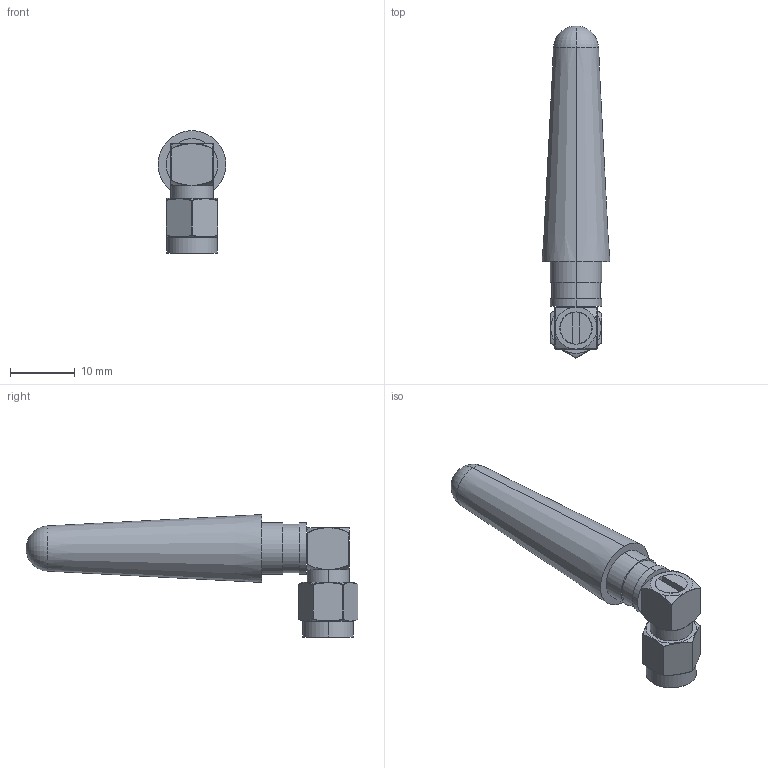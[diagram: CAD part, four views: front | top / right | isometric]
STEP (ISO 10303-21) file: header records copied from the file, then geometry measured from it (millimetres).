
FILE_DESCRIPTION (( 'STEP AP214' ), '1' );
FILE_NAME ('User Library-Antenna AP24A.STEP', '2016-03-14T10:01:32', ( 'Windows User' ), ( '' ), 'SwSTEP 2.0', 'SolidWorks 2016', '' );
FILE_SCHEMA (( 'AUTOMOTIVE_DESIGN' ));
Length unit declared in the file: millimetre
Products named in the file (1): User Library-Antenna AP24A
Bounding box: 10.5 x 51.36 x 19 mm (x, y, z)
Volume: 3113.5 mm3; surface area: 2135.1 mm2
Topology: 3 solids, 3 shells, 144 faces, 332 edges, 181 vertices
Faces by surface type: bspline 34, cylinder 29, sphere 27, torus 26, plane 24, cone 4
Entity records: 5910 total; most frequent: CARTESIAN_POINT 2734, DIRECTION 629, ORIENTED_EDGE 614, EDGE_CURVE 307, AXIS2_PLACEMENT_3D 290, CIRCLE 179, VERTEX_POINT 177, EDGE_LOOP 154
